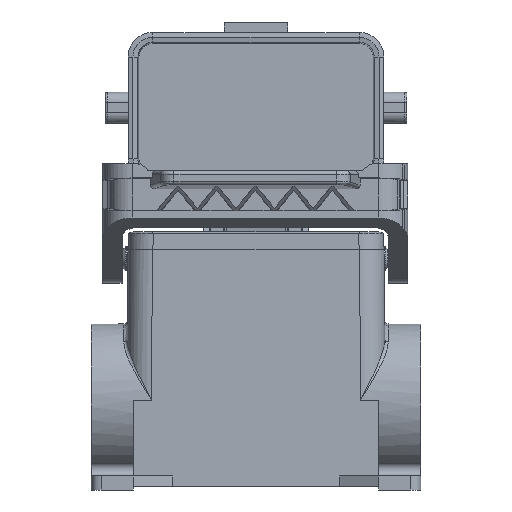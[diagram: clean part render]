
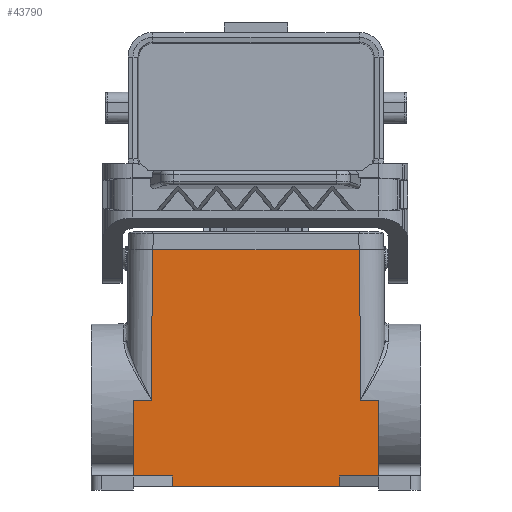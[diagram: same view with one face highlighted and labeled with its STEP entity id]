
A CAD part, front view. The second image highlights one B-rep face of the part: STEP entity #43790.
In plain terms, the highlighted face is planar.
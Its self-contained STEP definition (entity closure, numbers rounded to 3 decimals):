
#4720=CARTESIAN_POINT('',(11.317,55.124,
45.309));
#4730=VERTEX_POINT('',#4720);
#7130=CARTESIAN_POINT('',(11.713,54.728,
-0.061));
#7140=DIRECTION('',(-0.009,0.009,
1.));
#7150=VECTOR('',#7140,1.);
#7160=LINE('',#7130,#7150);
#7170=CARTESIAN_POINT('',(11.315,55.126,45.5));
#7180=VERTEX_POINT('',#7170);
#7190=EDGE_CURVE('',#4730,#7180,#7160,.T.);
#9850=CARTESIAN_POINT('',(11.691,54.751,2.5));
#9860=VERTEX_POINT('',#9850);
#9890=EDGE_CURVE('',#9860,#4730,#7160,.T.);
#15860=CARTESIAN_POINT('',(76.191,55.126,45.5));
#15870=VERTEX_POINT('',#15860);
#16120=CARTESIAN_POINT('',(76.191,55.314,67.));
#16130=VERTEX_POINT('',#16120);
#16160=CARTESIAN_POINT('',(76.191,54.729,0.));
#16170=DIRECTION('',(0.,-0.009,-1.));
#16180=VECTOR('',#16170,1.);
#16190=LINE('',#16160,#16180);
#16200=EDGE_CURVE('',#16130,#15870,#16190,.T.);
#39580=CARTESIAN_POINT('',(70.691,54.751,2.5))
;
#39590=VERTEX_POINT('',#39580);
#39620=CARTESIAN_POINT('',(0.,54.751,2.5));
#39630=DIRECTION('',(1.,0.,0.));
#39640=VECTOR('',#39630,1.);
#39650=LINE('',#39620,#39640);
#39660=EDGE_CURVE('',#9860,#39590,#39650,.T.);
#42320=CARTESIAN_POINT('',(71.065,55.124,
45.309));
#42330=VERTEX_POINT('',#42320);
#42360=CARTESIAN_POINT('',(70.669,54.728,
-0.061));
#42370=DIRECTION('',(0.009,0.009,
1.));
#42380=VECTOR('',#42370,1.);
#42390=LINE('',#42360,#42380);
#42400=EDGE_CURVE('',#39590,#42330,#42390,.T.);
#43030=CARTESIAN_POINT('',(4.691,54.729,0.
));
#43040=DIRECTION('',(0.,1.,-0.009));
#43050=DIRECTION('',(1.,0.,0.));
#43060=AXIS2_PLACEMENT_3D('',#43030,#43040,#43050);
#43070=PLANE('',#43060);
#43080=CARTESIAN_POINT('',(0.,55.126,45.5));
#43090=DIRECTION('',(1.,0.,0.));
#43100=VECTOR('',#43090,1.);
#43110=LINE('',#43080,#43100);
#43120=CARTESIAN_POINT('',(6.191,55.126,45.5));
#43130=VERTEX_POINT('',#43120);
#43140=EDGE_CURVE('',#43130,#7180,#43110,.T.);
#43150=ORIENTED_EDGE('',*,*,#43140,.F.);
#43160=ORIENTED_EDGE('',*,*,#7190,.T.);
#43170=ORIENTED_EDGE('',*,*,#9890,.T.);
#43180=ORIENTED_EDGE('',*,*,#39660,.F.);
#43190=ORIENTED_EDGE('',*,*,#42400,.F.);
#43200=CARTESIAN_POINT('',(71.066,55.126,45.5));
#43210=VERTEX_POINT('',#43200);
#43220=EDGE_CURVE('',#42330,#43210,#42390,.T.);
#43230=ORIENTED_EDGE('',*,*,#43220,.F.);
#43240=CARTESIAN_POINT('',(0.,55.126,45.5));
#43250=DIRECTION('',(-1.,0.,0.));
#43260=VECTOR('',#43250,1.);
#43270=LINE('',#43240,#43260);
#43280=EDGE_CURVE('',#15870,#43210,#43270,.T.);
#43290=ORIENTED_EDGE('',*,*,#43280,.T.);
#43300=ORIENTED_EDGE('',*,*,#16200,.T.);
#43310=CARTESIAN_POINT('',(0.,55.314,67.));
#43320=DIRECTION('',(-1.,0.,0.));
#43330=VECTOR('',#43320,1.);
#43340=LINE('',#43310,#43330);
#43350=CARTESIAN_POINT('',(65.041,55.314,67.));
#43360=VERTEX_POINT('',#43350);
#43370=EDGE_CURVE('',#16130,#43360,#43340,.T.);
#43380=ORIENTED_EDGE('',*,*,#43370,.F.);
#43390=CARTESIAN_POINT('',(64.029,54.729,
0.));
#43400=DIRECTION('',(-0.015,-0.009,
-1.));
#43410=VECTOR('',#43400,1.);
#43420=LINE('',#43390,#43410);
#43430=CARTESIAN_POINT('',(65.087,55.34,70.));
#43440=VERTEX_POINT('',#43430);
#43450=EDGE_CURVE('',#43440,#43360,#43420,.T.);
#43460=ORIENTED_EDGE('',*,*,#43450,.T.);
#43470=CARTESIAN_POINT('',(0.,55.34,70.));
#43480=DIRECTION('',(-1.,0.,0.));
#43490=VECTOR('',#43480,1.);
#43500=LINE('',#43470,#43490);
#43510=CARTESIAN_POINT('',(17.295,55.34,70.));
#43520=VERTEX_POINT('',#43510);
#43530=EDGE_CURVE('',#43440,#43520,#43500,.T.);
#43540=ORIENTED_EDGE('',*,*,#43530,.F.);
#43550=CARTESIAN_POINT('',(18.353,54.729,0.));
#43560=DIRECTION('',(0.015,-0.009,
-1.));
#43570=VECTOR('',#43560,1.);
#43580=LINE('',#43550,#43570);
#43590=CARTESIAN_POINT('',(17.34,55.314,67.));
#43600=VERTEX_POINT('',#43590);
#43610=EDGE_CURVE('',#43520,#43600,#43580,.T.);
#43620=ORIENTED_EDGE('',*,*,#43610,.F.);
#43630=CARTESIAN_POINT('',(0.,55.314,67.));
#43640=DIRECTION('',(1.,0.,0.));
#43650=VECTOR('',#43640,1.);
#43660=LINE('',#43630,#43650);
#43670=CARTESIAN_POINT('',(6.191,55.314,67.));
#43680=VERTEX_POINT('',#43670);
#43690=EDGE_CURVE('',#43680,#43600,#43660,.T.);
#43700=ORIENTED_EDGE('',*,*,#43690,.T.);
#43710=CARTESIAN_POINT('',(6.191,54.729,0.));
#43720=DIRECTION('',(0.,-0.009,-1.));
#43730=VECTOR('',#43720,1.);
#43740=LINE('',#43710,#43730);
#43750=EDGE_CURVE('',#43680,#43130,#43740,.T.);
#43760=ORIENTED_EDGE('',*,*,#43750,.F.);
#43770=EDGE_LOOP('',(#43760,#43700,#43620,#43540,#43460,#43380,#43300,
#43290,#43230,#43190,#43180,#43170,#43160,#43150));
#43780=FACE_OUTER_BOUND('',#43770,.T.);
#43790=ADVANCED_FACE('',(#43780),#43070,.T.);
